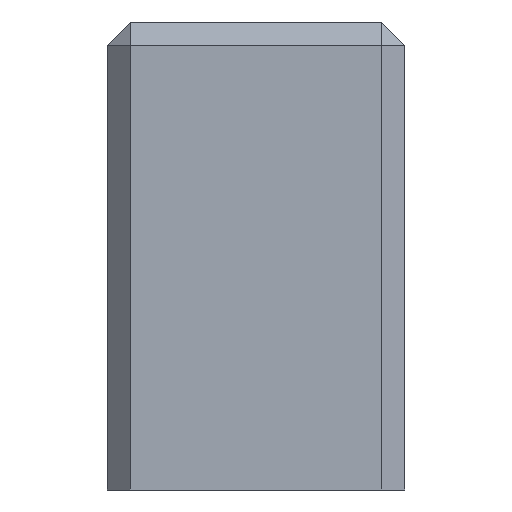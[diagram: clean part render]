
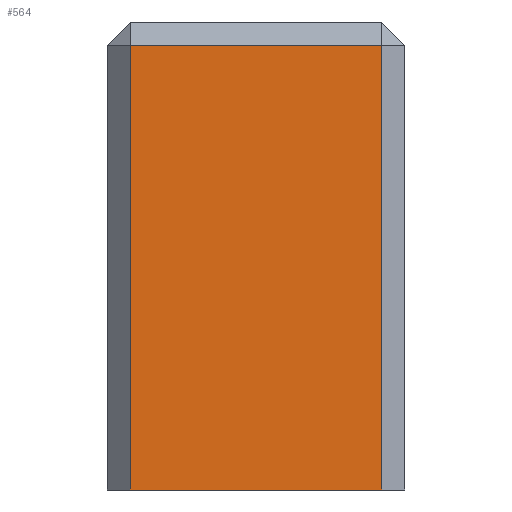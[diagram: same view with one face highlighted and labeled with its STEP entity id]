
A CAD part, front view. The second image highlights one B-rep face of the part: STEP entity #564.
In plain terms, the highlighted planar face has unit normal (0, -1, 0.009).
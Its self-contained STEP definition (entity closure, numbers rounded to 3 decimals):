
#544=AXIS2_PLACEMENT_3D('Plane Axis2P3D',#541,#542,#543) ;
#362=CARTESIAN_POINT('Vertex',(9.449,20.644,15.293)) ;
#381=CARTESIAN_POINT('Line Origine',(9.449,20.577,7.653)) ;
#385=CARTESIAN_POINT('Vertex',(9.449,20.51,0.)) ;
#519=CARTESIAN_POINT('Vertex',(0.8,20.51,0.)) ;
#527=CARTESIAN_POINT('Line Origine',(5.125,20.51,0.)) ;
#541=CARTESIAN_POINT('Axis2P3D Location',(0.,20.51,0.)) ;
#546=CARTESIAN_POINT('Line Origine',(0.8,20.577,7.646)) ;
#550=CARTESIAN_POINT('Vertex',(0.8,20.644,15.293)) ;
#553=CARTESIAN_POINT('Line Origine',(5.125,20.644,15.293)) ;
#382=DIRECTION('Vector Direction',(0.,0.009,1.)) ;
#528=DIRECTION('Vector Direction',(1.,0.,0.)) ;
#542=DIRECTION('Axis2P3D Direction',(0.,1.,-0.009)) ;
#543=DIRECTION('Axis2P3D XDirection',(0.,0.009,1.)) ;
#547=DIRECTION('Vector Direction',(0.,0.009,1.)) ;
#554=DIRECTION('Vector Direction',(1.,0.,0.)) ;
#383=VECTOR('Line Direction',#382,1.) ;
#529=VECTOR('Line Direction',#528,1.) ;
#548=VECTOR('Line Direction',#547,1.) ;
#555=VECTOR('Line Direction',#554,1.) ;
#559=ORIENTED_EDGE('',*,*,#552,.T.) ;
#560=ORIENTED_EDGE('',*,*,#531,.T.) ;
#561=ORIENTED_EDGE('',*,*,#387,.F.) ;
#562=ORIENTED_EDGE('',*,*,#557,.F.) ;
#564=ADVANCED_FACE('Body.2',(#563),#545,.F.) ;
#387=EDGE_CURVE('',#363,#386,#384,.F.) ;
#531=EDGE_CURVE('',#520,#386,#530,.T.) ;
#552=EDGE_CURVE('',#551,#520,#549,.F.) ;
#557=EDGE_CURVE('',#551,#363,#556,.T.) ;
#558=EDGE_LOOP('',(#559,#560,#561,#562)) ;
#563=FACE_OUTER_BOUND('',#558,.T.) ;
#384=LINE('Line',#381,#383) ;
#530=LINE('Line',#527,#529) ;
#549=LINE('Line',#546,#548) ;
#556=LINE('Line',#553,#555) ;
#545=PLANE('',#544) ;
#363=VERTEX_POINT('',#362) ;
#386=VERTEX_POINT('',#385) ;
#520=VERTEX_POINT('',#519) ;
#551=VERTEX_POINT('',#550) ;
